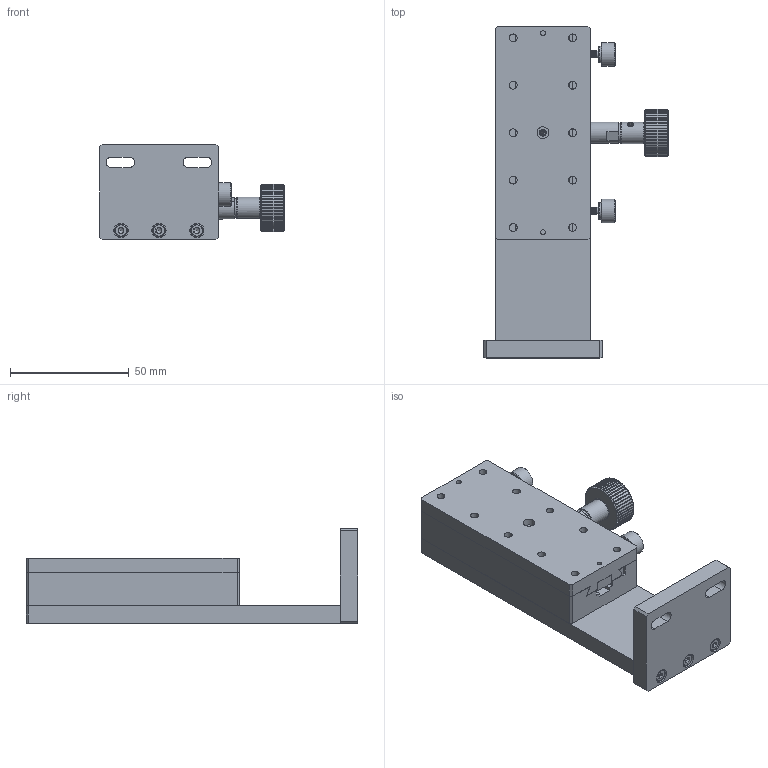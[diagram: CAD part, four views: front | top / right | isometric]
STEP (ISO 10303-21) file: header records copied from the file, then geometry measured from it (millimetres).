
FILE_DESCRIPTION (( 'STEP AP203' ), '1' );
FILE_NAME ('528784.STEP', '2024-10-15T02:27:31', ( 'Windows User' ), ( 'P R C' ), 'SwSTEP 2.0', 'SolidWorks 2020', '' );
FILE_SCHEMA (( 'CONFIG_CONTROL_DESIGN' ));
Length unit declared in the file: millimetre
Products named in the file (1): 528784
Bounding box: 77.9 x 140 x 40 mm (x, y, z)
Volume: 126345.8 mm3; surface area: 55947.8 mm2
Topology: 20 solids, 20 shells, 956 faces, 2404 edges, 1511 vertices
Faces by surface type: plane 569, cylinder 199, cone 143, bspline 45
Full cylindrical faces by diameter (mm): 2.05 x3, 2.5 x15, 2.8 x2, 2.9 x1, 2.95 x44, 3 x4, 3.3 x14, 3.4 x3, 4 x6, 4.1 x2, 4.5 x8, 5 x1, 5.5 x3, 6 x3, 7 x6, 7.4 x1, 8 x10, 9 x2, 10 x2
Entity records: 116925 total; most frequent: CARTESIAN_POINT 96478, ORIENTED_EDGE 4184, DIRECTION 3972, EDGE_CURVE 2092, VERTEX_POINT 1378, AXIS2_PLACEMENT_3D 1370, VECTOR 1232, LINE 1232
